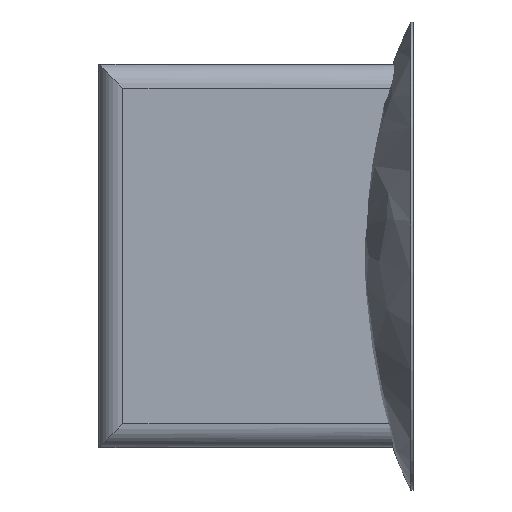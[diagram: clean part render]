
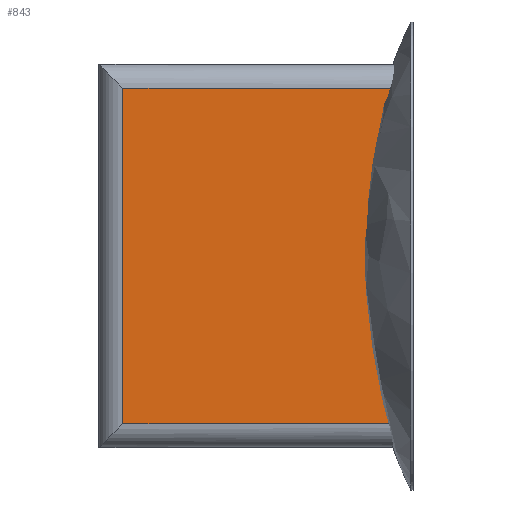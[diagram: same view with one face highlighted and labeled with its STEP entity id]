
A CAD part, left-side view. The second image highlights one B-rep face of the part: STEP entity #843.
In plain terms, the highlighted planar face has unit normal (-1, 0, 0).
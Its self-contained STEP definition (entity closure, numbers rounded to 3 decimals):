
#12 = VECTOR ( 'NONE', #1200, 1000. ) ;
#52 = DIRECTION ( 'NONE',  ( 0., -1., 0. ) ) ;
#65 = EDGE_CURVE ( 'NONE', #433, #808, #1243, .T. ) ;
#89 = DIRECTION ( 'NONE',  ( 0., 0., -1. ) ) ;
#112 = VECTOR ( 'NONE', #724, 1000. ) ;
#150 = VECTOR ( 'NONE', #89, 1000. ) ;
#306 = CARTESIAN_POINT ( 'NONE',  ( -1.6, 1.3, 0.8 ) ) ;
#333 = VECTOR ( 'NONE', #52, 1000. ) ;
#382 = LINE ( 'NONE', #447, #333 ) ;
#408 = CARTESIAN_POINT ( 'NONE',  ( -1.6, 1.2, -0.7 ) ) ;
#412 = DIRECTION ( 'NONE',  ( 0., 0., -1. ) ) ;
#433 = VERTEX_POINT ( 'NONE', #1350 ) ;
#435 = CARTESIAN_POINT ( 'NONE',  ( -1.6, 0., 0.7 ) ) ;
#447 = CARTESIAN_POINT ( 'NONE',  ( -1.6, 1.3, -0.7 ) ) ;
#454 = CARTESIAN_POINT ( 'NONE',  ( -1.6, 0., -0.8 ) ) ;
#468 = EDGE_LOOP ( 'NONE', ( #622, #523, #1343, #983 ) ) ;
#508 = CARTESIAN_POINT ( 'NONE',  ( -1.6, 1.3, 0.7 ) ) ;
#523 = ORIENTED_EDGE ( 'NONE', *, *, #1141, .T. ) ;
#562 = CARTESIAN_POINT ( 'NONE',  ( -1.6, 0., -0.7 ) ) ;
#607 = CARTESIAN_POINT ( 'NONE',  ( -1.6, 1.2, 0.8 ) ) ;
#622 = ORIENTED_EDGE ( 'NONE', *, *, #65, .T. ) ;
#642 = VERTEX_POINT ( 'NONE', #562 ) ;
#712 = EDGE_CURVE ( 'NONE', #1043, #642, #797, .T. ) ;
#724 = DIRECTION ( 'NONE',  ( 0., 1., 0. ) ) ;
#795 = FACE_OUTER_BOUND ( 'NONE', #468, .T. ) ;
#797 = LINE ( 'NONE', #454, #12 ) ;
#808 = VERTEX_POINT ( 'NONE', #408 ) ;
#843 = ADVANCED_FACE ( 'NONE', ( #795 ), #1262, .F. ) ;
#857 = EDGE_CURVE ( 'NONE', #1043, #433, #937, .T. ) ;
#937 = LINE ( 'NONE', #508, #112 ) ;
#983 = ORIENTED_EDGE ( 'NONE', *, *, #857, .T. ) ;
#1017 = AXIS2_PLACEMENT_3D ( 'NONE', #306, #1041, #412 ) ;
#1041 = DIRECTION ( 'NONE',  ( 1., 0., 0. ) ) ;
#1043 = VERTEX_POINT ( 'NONE', #435 ) ;
#1141 = EDGE_CURVE ( 'NONE', #808, #642, #382, .T. ) ;
#1200 = DIRECTION ( 'NONE',  ( 0., 0., -1. ) ) ;
#1243 = LINE ( 'NONE', #607, #150 ) ;
#1262 = PLANE ( 'NONE',  #1017 ) ;
#1343 = ORIENTED_EDGE ( 'NONE', *, *, #712, .F. ) ;
#1350 = CARTESIAN_POINT ( 'NONE',  ( -1.6, 1.2, 0.7 ) ) ;
